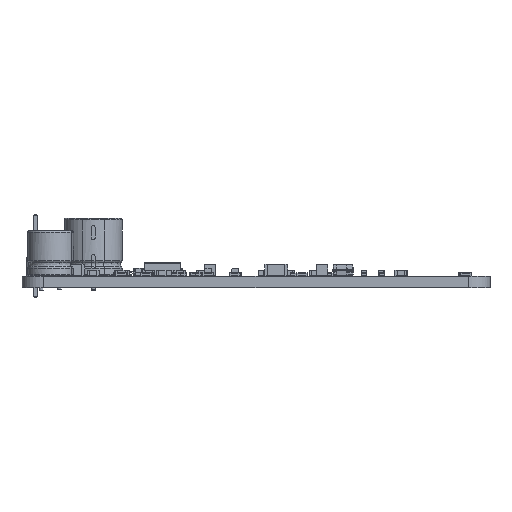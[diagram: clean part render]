
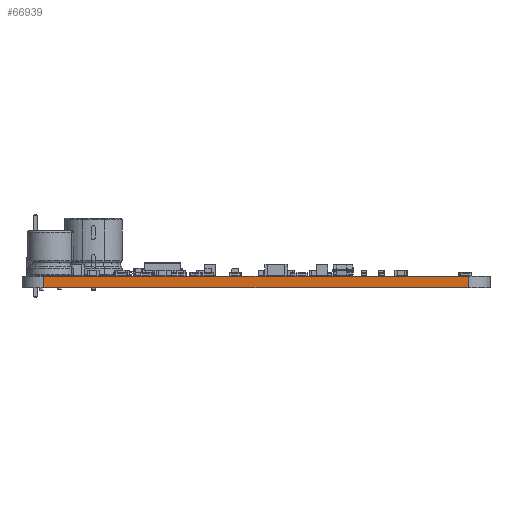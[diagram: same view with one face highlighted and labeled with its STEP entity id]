
A CAD part, front view. The second image highlights one B-rep face of the part: STEP entity #66939.
In plain terms, the highlighted planar face has unit normal (0, -1, 0).
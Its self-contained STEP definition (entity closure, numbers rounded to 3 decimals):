
#58720 = PLANE('',#58721);
#58721 = AXIS2_PLACEMENT_3D('',#58722,#58723,#58724);
#58722 = CARTESIAN_POINT('',(67.1,-79.8,1.6));
#58723 = DIRECTION('',(0.,0.,1.));
#58724 = DIRECTION('',(1.,0.,0.));
#58775 = PLANE('',#58776);
#58776 = AXIS2_PLACEMENT_3D('',#58777,#58778,#58779);
#58777 = CARTESIAN_POINT('',(67.1,-79.8,0.));
#58778 = DIRECTION('',(0.,0.,1.));
#58779 = DIRECTION('',(1.,0.,0.));
#58830 = CYLINDRICAL_SURFACE('',#58831,3.);
#58831 = AXIS2_PLACEMENT_3D('',#58832,#58833,#58834);
#58832 = CARTESIAN_POINT('',(96.6,-126.8,0.));
#58833 = DIRECTION('',(0.,0.,-1.));
#58834 = DIRECTION('',(1.,0.,0.));
#58997 = VERTEX_POINT('',#58998);
#58998 = CARTESIAN_POINT('',(37.6,-129.8,0.));
#59013 = CYLINDRICAL_SURFACE('',#59014,3.);
#59014 = AXIS2_PLACEMENT_3D('',#59015,#59016,#59017);
#59015 = CARTESIAN_POINT('',(37.6,-126.8,0.));
#59016 = DIRECTION('',(0.,0.,-1.));
#59017 = DIRECTION('',(1.,0.,0.));
#59025 = EDGE_CURVE('',#59026,#58997,#59028,.T.);
#59026 = VERTEX_POINT('',#59027);
#59027 = CARTESIAN_POINT('',(96.6,-129.8,0.));
#59028 = SURFACE_CURVE('',#59029,(#59033,#59040),.PCURVE_S1.);
#59029 = LINE('',#59030,#59031);
#59030 = CARTESIAN_POINT('',(96.6,-129.8,0.));
#59031 = VECTOR('',#59032,1.);
#59032 = DIRECTION('',(-1.,0.,0.));
#59033 = PCURVE('',#58775,#59034);
#59034 = DEFINITIONAL_REPRESENTATION('',(#59035),#59039);
#59035 = LINE('',#59036,#59037);
#59036 = CARTESIAN_POINT('',(29.5,-50.));
#59037 = VECTOR('',#59038,1.);
#59038 = DIRECTION('',(-1.,0.));
#59039 = ( GEOMETRIC_REPRESENTATION_CONTEXT(2) 
PARAMETRIC_REPRESENTATION_CONTEXT() REPRESENTATION_CONTEXT('2D SPACE',''
  ) );
#59040 = PCURVE('',#59041,#59046);
#59041 = PLANE('',#59042);
#59042 = AXIS2_PLACEMENT_3D('',#59043,#59044,#59045);
#59043 = CARTESIAN_POINT('',(96.6,-129.8,0.));
#59044 = DIRECTION('',(0.,-1.,0.));
#59045 = DIRECTION('',(-1.,0.,0.));
#59046 = DEFINITIONAL_REPRESENTATION('',(#59047),#59051);
#59047 = LINE('',#59048,#59049);
#59048 = CARTESIAN_POINT('',(0.,0.));
#59049 = VECTOR('',#59050,1.);
#59050 = DIRECTION('',(1.,0.));
#59051 = ( GEOMETRIC_REPRESENTATION_CONTEXT(2) 
PARAMETRIC_REPRESENTATION_CONTEXT() REPRESENTATION_CONTEXT('2D SPACE',''
  ) );
#63313 = VERTEX_POINT('',#63314);
#63314 = CARTESIAN_POINT('',(37.6,-129.8,1.6));
#63336 = EDGE_CURVE('',#63337,#63313,#63339,.T.);
#63337 = VERTEX_POINT('',#63338);
#63338 = CARTESIAN_POINT('',(96.6,-129.8,1.6));
#63339 = SURFACE_CURVE('',#63340,(#63344,#63351),.PCURVE_S1.);
#63340 = LINE('',#63341,#63342);
#63341 = CARTESIAN_POINT('',(96.6,-129.8,1.6));
#63342 = VECTOR('',#63343,1.);
#63343 = DIRECTION('',(-1.,0.,0.));
#63344 = PCURVE('',#58720,#63345);
#63345 = DEFINITIONAL_REPRESENTATION('',(#63346),#63350);
#63346 = LINE('',#63347,#63348);
#63347 = CARTESIAN_POINT('',(29.5,-50.));
#63348 = VECTOR('',#63349,1.);
#63349 = DIRECTION('',(-1.,0.));
#63350 = ( GEOMETRIC_REPRESENTATION_CONTEXT(2) 
PARAMETRIC_REPRESENTATION_CONTEXT() REPRESENTATION_CONTEXT('2D SPACE',''
  ) );
#63351 = PCURVE('',#59041,#63352);
#63352 = DEFINITIONAL_REPRESENTATION('',(#63353),#63357);
#63353 = LINE('',#63354,#63355);
#63354 = CARTESIAN_POINT('',(0.,-1.6));
#63355 = VECTOR('',#63356,1.);
#63356 = DIRECTION('',(1.,0.));
#63357 = ( GEOMETRIC_REPRESENTATION_CONTEXT(2) 
PARAMETRIC_REPRESENTATION_CONTEXT() REPRESENTATION_CONTEXT('2D SPACE',''
  ) );
#66889 = EDGE_CURVE('',#59026,#63337,#66890,.T.);
#66890 = SURFACE_CURVE('',#66891,(#66895,#66902),.PCURVE_S1.);
#66891 = LINE('',#66892,#66893);
#66892 = CARTESIAN_POINT('',(96.6,-129.8,0.));
#66893 = VECTOR('',#66894,1.);
#66894 = DIRECTION('',(0.,0.,1.));
#66895 = PCURVE('',#58830,#66896);
#66896 = DEFINITIONAL_REPRESENTATION('',(#66897),#66901);
#66897 = LINE('',#66898,#66899);
#66898 = CARTESIAN_POINT('',(-4.712,0.));
#66899 = VECTOR('',#66900,1.);
#66900 = DIRECTION('',(0.,-1.));
#66901 = ( GEOMETRIC_REPRESENTATION_CONTEXT(2) 
PARAMETRIC_REPRESENTATION_CONTEXT() REPRESENTATION_CONTEXT('2D SPACE',''
  ) );
#66902 = PCURVE('',#59041,#66903);
#66903 = DEFINITIONAL_REPRESENTATION('',(#66904),#66908);
#66904 = LINE('',#66905,#66906);
#66905 = CARTESIAN_POINT('',(0.,0.));
#66906 = VECTOR('',#66907,1.);
#66907 = DIRECTION('',(0.,-1.));
#66908 = ( GEOMETRIC_REPRESENTATION_CONTEXT(2) 
PARAMETRIC_REPRESENTATION_CONTEXT() REPRESENTATION_CONTEXT('2D SPACE',''
  ) );
#66939 = ADVANCED_FACE('',(#66940),#59041,.T.);
#66940 = FACE_BOUND('',#66941,.T.);
#66941 = EDGE_LOOP('',(#66942,#66943,#66944,#66965));
#66942 = ORIENTED_EDGE('',*,*,#66889,.T.);
#66943 = ORIENTED_EDGE('',*,*,#63336,.T.);
#66944 = ORIENTED_EDGE('',*,*,#66945,.F.);
#66945 = EDGE_CURVE('',#58997,#63313,#66946,.T.);
#66946 = SURFACE_CURVE('',#66947,(#66951,#66958),.PCURVE_S1.);
#66947 = LINE('',#66948,#66949);
#66948 = CARTESIAN_POINT('',(37.6,-129.8,0.));
#66949 = VECTOR('',#66950,1.);
#66950 = DIRECTION('',(0.,0.,1.));
#66951 = PCURVE('',#59041,#66952);
#66952 = DEFINITIONAL_REPRESENTATION('',(#66953),#66957);
#66953 = LINE('',#66954,#66955);
#66954 = CARTESIAN_POINT('',(59.,0.));
#66955 = VECTOR('',#66956,1.);
#66956 = DIRECTION('',(0.,-1.));
#66957 = ( GEOMETRIC_REPRESENTATION_CONTEXT(2) 
PARAMETRIC_REPRESENTATION_CONTEXT() REPRESENTATION_CONTEXT('2D SPACE',''
  ) );
#66958 = PCURVE('',#59013,#66959);
#66959 = DEFINITIONAL_REPRESENTATION('',(#66960),#66964);
#66960 = LINE('',#66961,#66962);
#66961 = CARTESIAN_POINT('',(-4.712,0.));
#66962 = VECTOR('',#66963,1.);
#66963 = DIRECTION('',(0.,-1.));
#66964 = ( GEOMETRIC_REPRESENTATION_CONTEXT(2) 
PARAMETRIC_REPRESENTATION_CONTEXT() REPRESENTATION_CONTEXT('2D SPACE',''
  ) );
#66965 = ORIENTED_EDGE('',*,*,#59025,.F.);
